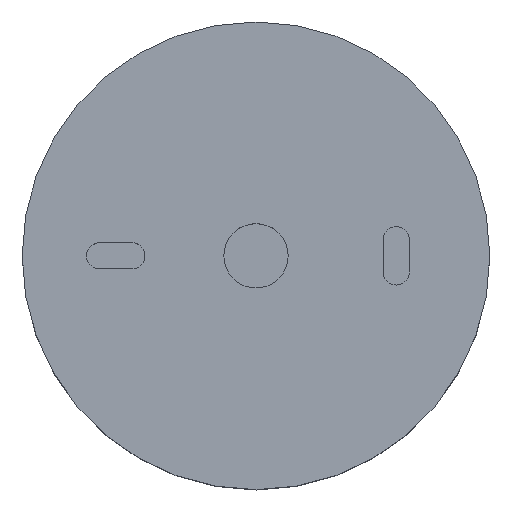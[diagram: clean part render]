
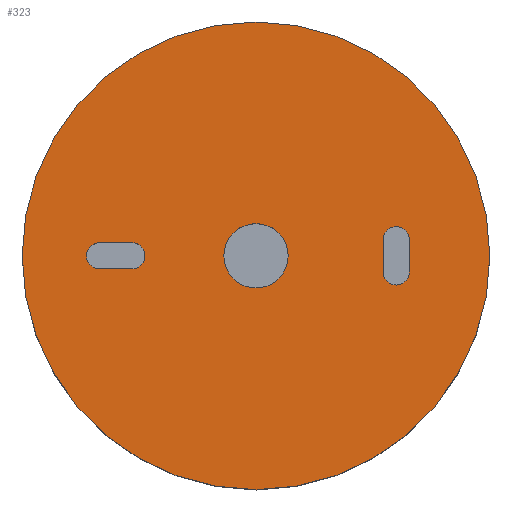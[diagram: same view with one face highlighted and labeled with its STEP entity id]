
A CAD part, top view. The second image highlights one B-rep face of the part: STEP entity #323.
In plain terms, the highlighted planar face has unit normal (0, 0, 1).
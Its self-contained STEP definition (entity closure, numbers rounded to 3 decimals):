
#16=FACE_BOUND('',#124,.T.);
#17=FACE_BOUND('',#125,.T.);
#18=FACE_BOUND('',#126,.T.);
#30=PLANE('',#382);
#36=LINE('',#542,#57);
#40=LINE('',#553,#61);
#44=LINE('',#567,#65);
#48=LINE('',#578,#69);
#57=VECTOR('',#410,10.);
#61=VECTOR('',#422,10.);
#65=VECTOR('',#436,10.);
#69=VECTOR('',#448,10.);
#100=FACE_OUTER_BOUND('',#123,.T.);
#123=EDGE_LOOP('',(#279));
#124=EDGE_LOOP('',(#280,#281,#282,#283));
#125=EDGE_LOOP('',(#284,#285,#286,#287));
#126=EDGE_LOOP('',(#288));
#138=CIRCLE('',#356,2.25);
#140=CIRCLE('',#360,2.25);
#142=CIRCLE('',#365,2.25);
#144=CIRCLE('',#369,2.25);
#146=CIRCLE('',#374,5.5);
#150=CIRCLE('',#381,40.);
#158=VERTEX_POINT('',#532);
#159=VERTEX_POINT('',#533);
#162=VERTEX_POINT('',#541);
#164=VERTEX_POINT('',#547);
#166=VERTEX_POINT('',#557);
#167=VERTEX_POINT('',#558);
#170=VERTEX_POINT('',#566);
#172=VERTEX_POINT('',#572);
#174=VERTEX_POINT('',#582);
#178=VERTEX_POINT('',#594);
#186=EDGE_CURVE('',#158,#159,#138,.T.);
#190=EDGE_CURVE('',#162,#158,#36,.T.);
#193=EDGE_CURVE('',#164,#162,#140,.T.);
#196=EDGE_CURVE('',#159,#164,#40,.T.);
#198=EDGE_CURVE('',#166,#167,#142,.T.);
#202=EDGE_CURVE('',#170,#166,#44,.T.);
#205=EDGE_CURVE('',#172,#170,#144,.T.);
#208=EDGE_CURVE('',#167,#172,#48,.T.);
#210=EDGE_CURVE('',#174,#174,#146,.T.);
#215=EDGE_CURVE('',#178,#178,#150,.T.);
#279=ORIENTED_EDGE('',*,*,#215,.T.);
#280=ORIENTED_EDGE('',*,*,#186,.T.);
#281=ORIENTED_EDGE('',*,*,#196,.T.);
#282=ORIENTED_EDGE('',*,*,#193,.T.);
#283=ORIENTED_EDGE('',*,*,#190,.T.);
#284=ORIENTED_EDGE('',*,*,#198,.T.);
#285=ORIENTED_EDGE('',*,*,#208,.T.);
#286=ORIENTED_EDGE('',*,*,#205,.T.);
#287=ORIENTED_EDGE('',*,*,#202,.T.);
#288=ORIENTED_EDGE('',*,*,#210,.T.);
#323=ADVANCED_FACE('',(#100,#16,#17,#18),#30,.T.);
#356=AXIS2_PLACEMENT_3D('',#534,#402,#403);
#360=AXIS2_PLACEMENT_3D('',#548,#415,#416);
#365=AXIS2_PLACEMENT_3D('',#559,#428,#429);
#369=AXIS2_PLACEMENT_3D('',#573,#441,#442);
#374=AXIS2_PLACEMENT_3D('',#583,#454,#455);
#381=AXIS2_PLACEMENT_3D('',#595,#469,#470);
#382=AXIS2_PLACEMENT_3D('',#597,#472,#473);
#402=DIRECTION('center_axis',(0.,0.,-1.));
#403=DIRECTION('ref_axis',(-1.,0.,0.));
#410=DIRECTION('',(0.,-1.,0.));
#415=DIRECTION('center_axis',(0.,0.,-1.));
#416=DIRECTION('ref_axis',(1.,0.,0.));
#422=DIRECTION('',(0.,1.,0.));
#428=DIRECTION('center_axis',(0.,0.,-1.));
#429=DIRECTION('ref_axis',(0.,-1.,0.));
#436=DIRECTION('',(1.,0.,0.));
#441=DIRECTION('center_axis',(0.,0.,-1.));
#442=DIRECTION('ref_axis',(0.,1.,0.));
#448=DIRECTION('',(-1.,0.,0.));
#454=DIRECTION('center_axis',(0.,0.,-1.));
#455=DIRECTION('ref_axis',(-1.,0.,0.));
#469=DIRECTION('center_axis',(0.,0.,1.));
#470=DIRECTION('ref_axis',(-1.,0.,0.));
#472=DIRECTION('center_axis',(0.,0.,1.));
#473=DIRECTION('ref_axis',(1.,0.,0.));
#532=CARTESIAN_POINT('',(26.25,-2.75,216.5));
#533=CARTESIAN_POINT('',(21.75,-2.75,216.5));
#534=CARTESIAN_POINT('Origin',(24.,-2.75,216.5));
#541=CARTESIAN_POINT('',(26.25,2.75,216.5));
#542=CARTESIAN_POINT('',(26.25,1.375,216.5));
#547=CARTESIAN_POINT('',(21.75,2.75,216.5));
#548=CARTESIAN_POINT('Origin',(24.,2.75,216.5));
#553=CARTESIAN_POINT('',(21.75,-1.375,216.5));
#557=CARTESIAN_POINT('',(-21.25,2.25,216.5));
#558=CARTESIAN_POINT('',(-21.25,-2.25,216.5));
#559=CARTESIAN_POINT('Origin',(-21.25,0.,216.5));
#566=CARTESIAN_POINT('',(-26.75,2.25,216.5));
#567=CARTESIAN_POINT('',(-13.375,2.25,216.5));
#572=CARTESIAN_POINT('',(-26.75,-2.25,216.5));
#573=CARTESIAN_POINT('Origin',(-26.75,0.,216.5));
#578=CARTESIAN_POINT('',(-10.625,-2.25,216.5));
#582=CARTESIAN_POINT('',(5.5,0.,216.5));
#583=CARTESIAN_POINT('Origin',(0.,0.,216.5));
#594=CARTESIAN_POINT('',(40.,0.,216.5));
#595=CARTESIAN_POINT('Origin',(0.,0.,216.5));
#597=CARTESIAN_POINT('Origin',(0.,0.,216.5));
